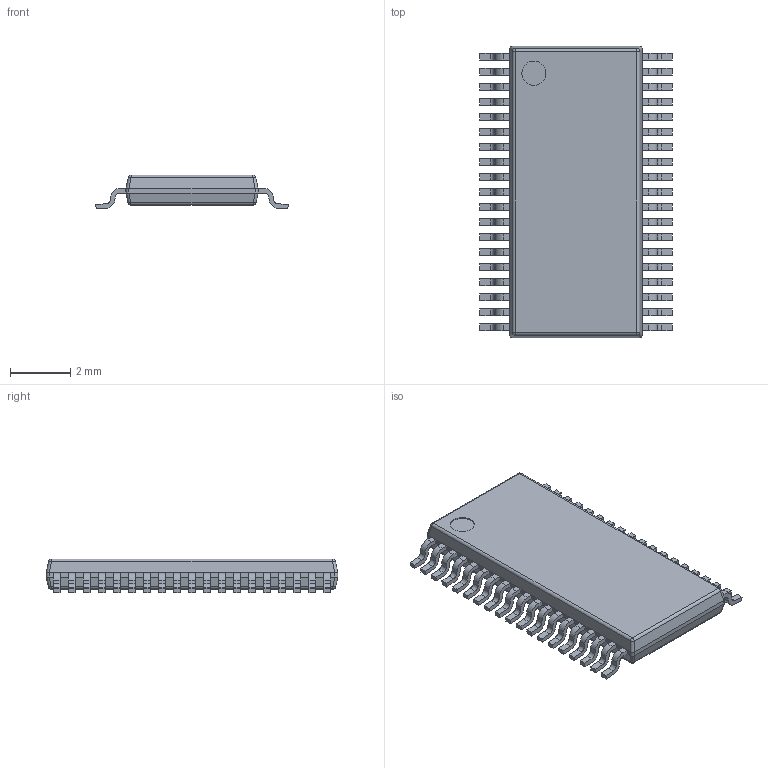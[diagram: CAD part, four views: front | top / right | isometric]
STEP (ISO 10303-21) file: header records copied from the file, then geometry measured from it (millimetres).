
FILE_DESCRIPTION((''),'2;1');
FILE_NAME('DBT0038A_ASM','2019-03-01T08:59:01',('a0412086'),(''),'CREO PARAMETRIC BY PTC INC, 2018020','CREO PARAMETRIC BY PTC INC, 2018020','');
FILE_SCHEMA(('AUTOMOTIVE_DESIGN { 1 0 10303 214 1 1 1 1 }'));
Length unit declared in the file: millimetre
Products named in the file (4): BODY-TSSOP; LEAD-TSSOP; PIN1; DBT0038A_ASM
Assembly tree (40 placements, depth 2):
  DBT0038A_ASM
    BODY-TSSOP
    LEAD-TSSOP  x38
    PIN1
Bounding box: 6.4 x 9.7 x 1.13 mm (x, y, z)
Volume: 43.1 mm3; surface area: 146.2 mm2
Topology: 39 solids, 39 shells, 577 faces, 1470 edges, 972 vertices
Faces by surface type: plane 395, cylinder 174, sphere 8
Entity records: 2962 total; most frequent: CARTESIAN_POINT 497, DIRECTION 408, ORIENTED_EDGE 276, AXIS2_PLACEMENT_3D 159, PRESENTATION_STYLE_ASSIGNMENT 140, STYLED_ITEM 140, CURVE_STYLE 138, EDGE_CURVE 138
